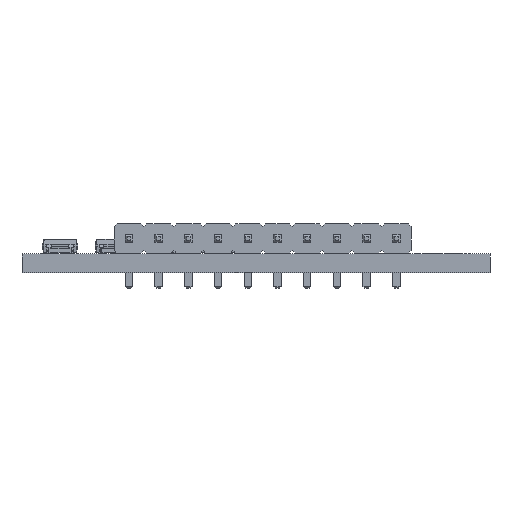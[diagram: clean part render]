
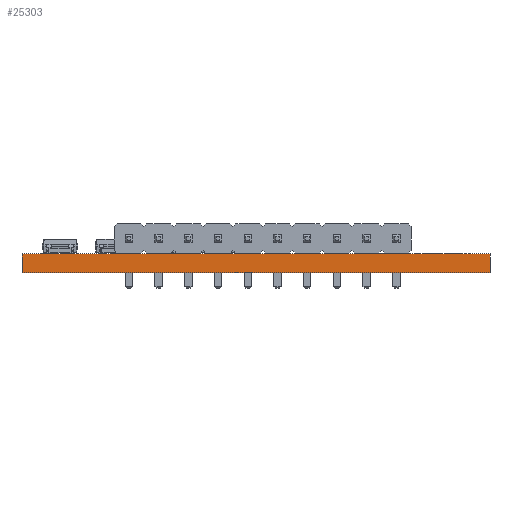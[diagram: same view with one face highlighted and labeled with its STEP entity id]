
A CAD part, front view. The second image highlights one B-rep face of the part: STEP entity #25303.
In plain terms, the highlighted planar face has unit normal (0, -1, 0).
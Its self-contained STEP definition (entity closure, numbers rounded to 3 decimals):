
#25303 = ADVANCED_FACE('',(#25304),#25318,.F.);
#25304 = FACE_BOUND('',#25305,.F.);
#25305 = EDGE_LOOP('',(#25306,#25341,#25369,#25397));
#25306 = ORIENTED_EDGE('',*,*,#25307,.T.);
#25307 = EDGE_CURVE('',#25308,#25310,#25312,.T.);
#25308 = VERTEX_POINT('',#25309);
#25309 = CARTESIAN_POINT('',(100.,-75.,0.));
#25310 = VERTEX_POINT('',#25311);
#25311 = CARTESIAN_POINT('',(100.,-75.,1.6));
#25312 = SURFACE_CURVE('',#25313,(#25317,#25329),.PCURVE_S1.);
#25313 = LINE('',#25314,#25315);
#25314 = CARTESIAN_POINT('',(100.,-75.,0.));
#25315 = VECTOR('',#25316,1.);
#25316 = DIRECTION('',(0.,0.,1.));
#25317 = PCURVE('',#25318,#25323);
#25318 = PLANE('',#25319);
#25319 = AXIS2_PLACEMENT_3D('',#25320,#25321,#25322);
#25320 = CARTESIAN_POINT('',(100.,-75.,0.));
#25321 = DIRECTION('',(0.,1.,0.));
#25322 = DIRECTION('',(1.,0.,0.));
#25323 = DEFINITIONAL_REPRESENTATION('',(#25324),#25328);
#25324 = LINE('',#25325,#25326);
#25325 = CARTESIAN_POINT('',(0.,0.));
#25326 = VECTOR('',#25327,1.);
#25327 = DIRECTION('',(0.,-1.));
#25328 = ( GEOMETRIC_REPRESENTATION_CONTEXT(2) 
PARAMETRIC_REPRESENTATION_CONTEXT() REPRESENTATION_CONTEXT('2D SPACE',''
  ) );
#25329 = PCURVE('',#25330,#25335);
#25330 = PLANE('',#25331);
#25331 = AXIS2_PLACEMENT_3D('',#25332,#25333,#25334);
#25332 = CARTESIAN_POINT('',(100.,-37.5,0.));
#25333 = DIRECTION('',(1.,0.,-0.));
#25334 = DIRECTION('',(0.,-1.,0.));
#25335 = DEFINITIONAL_REPRESENTATION('',(#25336),#25340);
#25336 = LINE('',#25337,#25338);
#25337 = CARTESIAN_POINT('',(37.5,0.));
#25338 = VECTOR('',#25339,1.);
#25339 = DIRECTION('',(0.,-1.));
#25340 = ( GEOMETRIC_REPRESENTATION_CONTEXT(2) 
PARAMETRIC_REPRESENTATION_CONTEXT() REPRESENTATION_CONTEXT('2D SPACE',''
  ) );
#25341 = ORIENTED_EDGE('',*,*,#25342,.T.);
#25342 = EDGE_CURVE('',#25310,#25343,#25345,.T.);
#25343 = VERTEX_POINT('',#25344);
#25344 = CARTESIAN_POINT('',(140.,-75.,1.6));
#25345 = SURFACE_CURVE('',#25346,(#25350,#25357),.PCURVE_S1.);
#25346 = LINE('',#25347,#25348);
#25347 = CARTESIAN_POINT('',(100.,-75.,1.6));
#25348 = VECTOR('',#25349,1.);
#25349 = DIRECTION('',(1.,0.,0.));
#25350 = PCURVE('',#25318,#25351);
#25351 = DEFINITIONAL_REPRESENTATION('',(#25352),#25356);
#25352 = LINE('',#25353,#25354);
#25353 = CARTESIAN_POINT('',(0.,-1.6));
#25354 = VECTOR('',#25355,1.);
#25355 = DIRECTION('',(1.,0.));
#25356 = ( GEOMETRIC_REPRESENTATION_CONTEXT(2) 
PARAMETRIC_REPRESENTATION_CONTEXT() REPRESENTATION_CONTEXT('2D SPACE',''
  ) );
#25357 = PCURVE('',#25358,#25363);
#25358 = PLANE('',#25359);
#25359 = AXIS2_PLACEMENT_3D('',#25360,#25361,#25362);
#25360 = CARTESIAN_POINT('',(120.,-56.25,1.6));
#25361 = DIRECTION('',(0.,0.,1.));
#25362 = DIRECTION('',(1.,0.,-0.));
#25363 = DEFINITIONAL_REPRESENTATION('',(#25364),#25368);
#25364 = LINE('',#25365,#25366);
#25365 = CARTESIAN_POINT('',(-20.,-18.75));
#25366 = VECTOR('',#25367,1.);
#25367 = DIRECTION('',(1.,0.));
#25368 = ( GEOMETRIC_REPRESENTATION_CONTEXT(2) 
PARAMETRIC_REPRESENTATION_CONTEXT() REPRESENTATION_CONTEXT('2D SPACE',''
  ) );
#25369 = ORIENTED_EDGE('',*,*,#25370,.F.);
#25370 = EDGE_CURVE('',#25371,#25343,#25373,.T.);
#25371 = VERTEX_POINT('',#25372);
#25372 = CARTESIAN_POINT('',(140.,-75.,0.));
#25373 = SURFACE_CURVE('',#25374,(#25378,#25385),.PCURVE_S1.);
#25374 = LINE('',#25375,#25376);
#25375 = CARTESIAN_POINT('',(140.,-75.,0.));
#25376 = VECTOR('',#25377,1.);
#25377 = DIRECTION('',(0.,0.,1.));
#25378 = PCURVE('',#25318,#25379);
#25379 = DEFINITIONAL_REPRESENTATION('',(#25380),#25384);
#25380 = LINE('',#25381,#25382);
#25381 = CARTESIAN_POINT('',(40.,0.));
#25382 = VECTOR('',#25383,1.);
#25383 = DIRECTION('',(0.,-1.));
#25384 = ( GEOMETRIC_REPRESENTATION_CONTEXT(2) 
PARAMETRIC_REPRESENTATION_CONTEXT() REPRESENTATION_CONTEXT('2D SPACE',''
  ) );
#25385 = PCURVE('',#25386,#25391);
#25386 = PLANE('',#25387);
#25387 = AXIS2_PLACEMENT_3D('',#25388,#25389,#25390);
#25388 = CARTESIAN_POINT('',(140.,-75.,0.));
#25389 = DIRECTION('',(-1.,0.,0.));
#25390 = DIRECTION('',(0.,1.,0.));
#25391 = DEFINITIONAL_REPRESENTATION('',(#25392),#25396);
#25392 = LINE('',#25393,#25394);
#25393 = CARTESIAN_POINT('',(0.,0.));
#25394 = VECTOR('',#25395,1.);
#25395 = DIRECTION('',(0.,-1.));
#25396 = ( GEOMETRIC_REPRESENTATION_CONTEXT(2) 
PARAMETRIC_REPRESENTATION_CONTEXT() REPRESENTATION_CONTEXT('2D SPACE',''
  ) );
#25397 = ORIENTED_EDGE('',*,*,#25398,.F.);
#25398 = EDGE_CURVE('',#25308,#25371,#25399,.T.);
#25399 = SURFACE_CURVE('',#25400,(#25404,#25411),.PCURVE_S1.);
#25400 = LINE('',#25401,#25402);
#25401 = CARTESIAN_POINT('',(100.,-75.,0.));
#25402 = VECTOR('',#25403,1.);
#25403 = DIRECTION('',(1.,0.,0.));
#25404 = PCURVE('',#25318,#25405);
#25405 = DEFINITIONAL_REPRESENTATION('',(#25406),#25410);
#25406 = LINE('',#25407,#25408);
#25407 = CARTESIAN_POINT('',(0.,0.));
#25408 = VECTOR('',#25409,1.);
#25409 = DIRECTION('',(1.,0.));
#25410 = ( GEOMETRIC_REPRESENTATION_CONTEXT(2) 
PARAMETRIC_REPRESENTATION_CONTEXT() REPRESENTATION_CONTEXT('2D SPACE',''
  ) );
#25411 = PCURVE('',#25412,#25417);
#25412 = PLANE('',#25413);
#25413 = AXIS2_PLACEMENT_3D('',#25414,#25415,#25416);
#25414 = CARTESIAN_POINT('',(120.,-56.25,0.));
#25415 = DIRECTION('',(0.,0.,1.));
#25416 = DIRECTION('',(1.,0.,-0.));
#25417 = DEFINITIONAL_REPRESENTATION('',(#25418),#25422);
#25418 = LINE('',#25419,#25420);
#25419 = CARTESIAN_POINT('',(-20.,-18.75));
#25420 = VECTOR('',#25421,1.);
#25421 = DIRECTION('',(1.,0.));
#25422 = ( GEOMETRIC_REPRESENTATION_CONTEXT(2) 
PARAMETRIC_REPRESENTATION_CONTEXT() REPRESENTATION_CONTEXT('2D SPACE',''
  ) );
